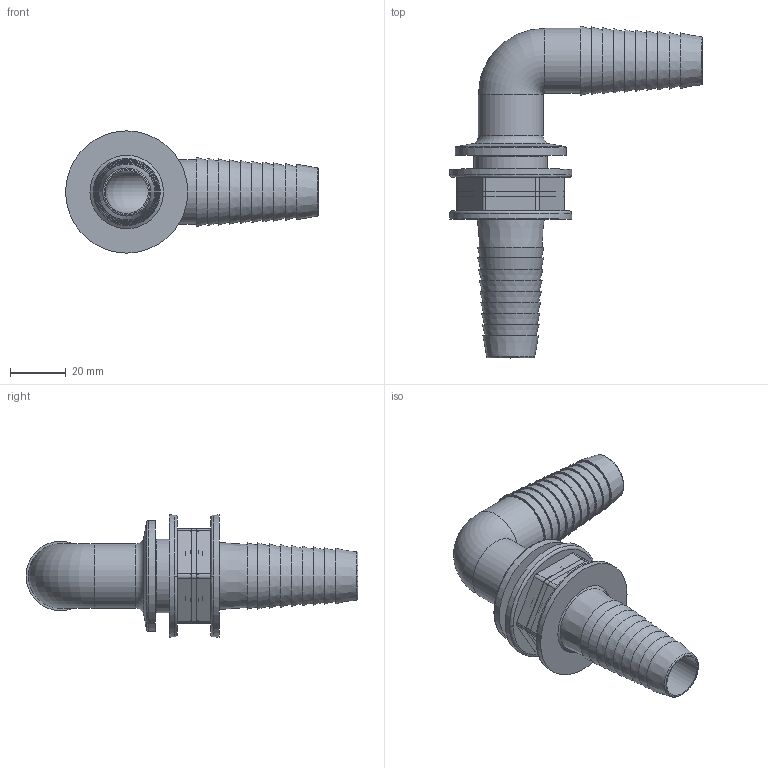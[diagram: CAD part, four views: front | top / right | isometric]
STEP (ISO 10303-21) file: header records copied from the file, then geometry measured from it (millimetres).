
FILE_DESCRIPTION( ( 'Unknown' ), '1' );
FILE_NAME( '118319.stp', 'Unknown', ( 'Unknown' ), ( 'Unknown' ), 'PSStep 13.0', 'Unknown', ' ' );
FILE_SCHEMA( ( 'AUTOMOTIVE_DESIGN { 1 0 10303 214 1 1 1 1 }' ) );
Length unit declared in the file: millimetre
Products named in the file (3): Assem1; 118319_010; 2052030
Bounding box: 91 x 119.5 x 44 mm (x, y, z)
Volume: 95909.5 mm3; surface area: 55458.5 mm2
Topology: 4 solids, 4 shells, 196 faces, 408 edges, 262 vertices
Faces by surface type: plane 74, cone 48, cylinder 42, torus 28, bspline 4
Full cylindrical faces by diameter (mm): 15.5 x4, 23.3 x4, 24.12 x2, 26.44 x2, 26.441 x2, 33.5 x2, 40 x2
Entity records: 3503 total; most frequent: CARTESIAN_POINT 730, DIRECTION 448, ORIENTED_EDGE 308, AXIS2_PLACEMENT_3D 206, EDGE_LOOP 163, EDGE_CURVE 154, VERTEX_POINT 121, FACE_OUTER_BOUND 114
